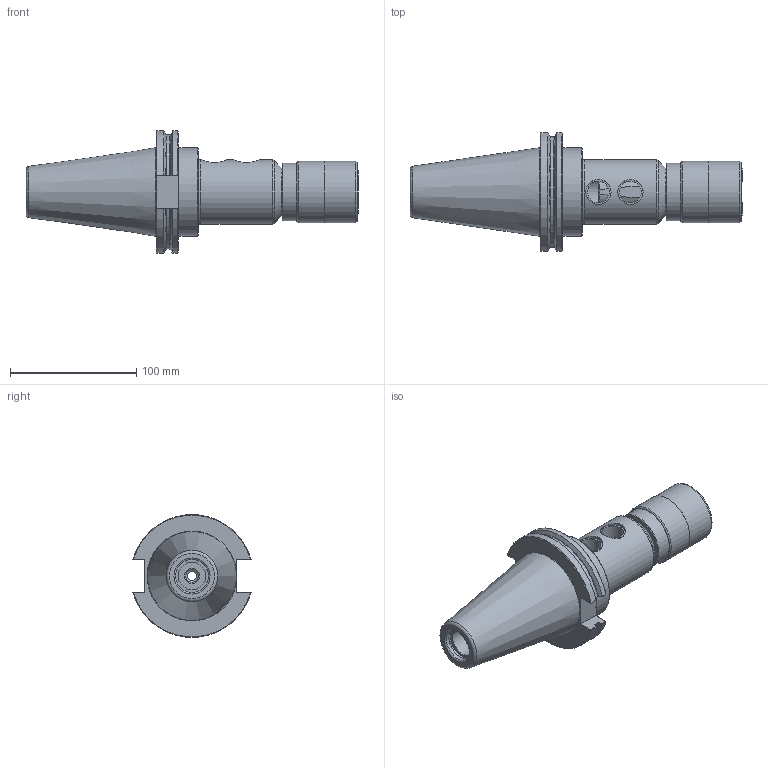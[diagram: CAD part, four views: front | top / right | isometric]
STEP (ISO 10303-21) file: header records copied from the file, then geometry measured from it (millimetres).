
FILE_DESCRIPTION(/* description */ (''),/* implementation_level */ '2;1');
FILE_NAME(/* name */ 'DCAT50-RT2-0636.stp',/* time_stamp */ '2019-08-02T14:28:33-05:00',/* author */ ('ldfli'),/* organization */ (''),/* preprocessor_version */ 'ST-DEVELOPER v18',/* originating_system */ 'Autodesk Inventor LT',/* authorisation */ '');
FILE_SCHEMA (('AUTOMOTIVE_DESIGN { 1 0 10303 214 3 1 1 }'));
Length unit declared in the file: millimetre
Products named in the file (1): DCAT50-RT2-0636
Bounding box: 263.22 x 93.8 x 97.14 mm (x, y, z)
Volume: 552406 mm3; surface area: 96563 mm2
Topology: 2 solids, 3 shells, 143 faces, 429 edges, 303 vertices
Faces by surface type: plane 56, cylinder 36, cone 28, torus 23
Full cylindrical faces by diameter (mm): 7 x1, 10 x2, 17.323 x2, 20 x2, 21.971 x1, 24.4 x1, 25.4 x2, 26.2 x1, 26.4 x1, 26.7 x1, 31 x1, 31.4 x1, 39.6 x1, 40 x3, 44 x1, 44.5 x1, 45.5 x1, 46 x1, 48.5 x1, 49 x1, 50.8 x1, 69.849 x1
Entity records: 5272 total; most frequent: CARTESIAN_POINT 1231, DIRECTION 881, ORIENTED_EDGE 858, EDGE_CURVE 429, AXIS2_PLACEMENT_3D 375, VERTEX_POINT 303, CIRCLE 228, EDGE_LOOP 164
